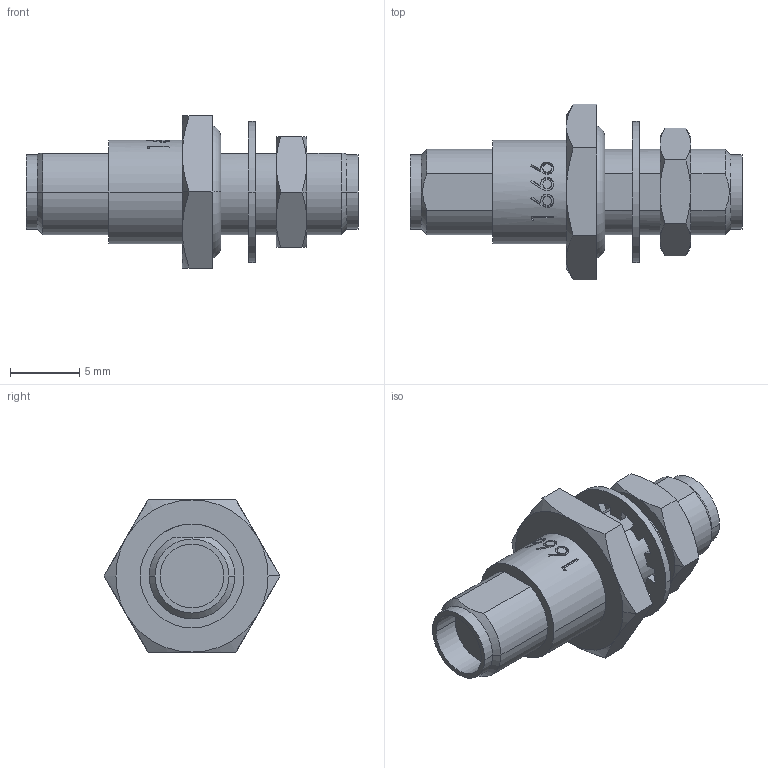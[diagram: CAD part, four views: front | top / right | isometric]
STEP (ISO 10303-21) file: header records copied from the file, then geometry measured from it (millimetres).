
FILE_DESCRIPTION (( 'STEP AP214' ), '1' );
FILE_NAME ('FMAD1666_3D.step', '2023-03-13T20:45:14', ( '' ), ( '' ), 'SwSTEP 2.0', 'SolidWorks 2022', '' );
FILE_SCHEMA (( 'AUTOMOTIVE_DESIGN' ));
Length unit declared in the file: inch
Products named in the file (5): SMA8500S-5.stp; SMA8305-4.stp; FMAD1666_3D; ADS-K8K8-BF.stp; SMA8500S-4.stp
Assembly tree (4 placements, depth 2):
  FMAD1666_3D
    ADS-K8K8-BF.stp
    SMA8305-4.stp
    SMA8500S-4.stp
    SMA8500S-5.stp
Bounding box: 24 x 12.7 x 11 mm (x, y, z)
Volume: 964.5 mm3; surface area: 1243.5 mm2
Topology: 4 solids, 4 shells, 178 faces, 438 edges, 279 vertices
Faces by surface type: plane 52, cylinder 50, bspline 37, cone 17, sphere 16, torus 6
Entity records: 8350 total; most frequent: CARTESIAN_POINT 4157, ORIENTED_EDGE 876, DIRECTION 754, EDGE_CURVE 438, AXIS2_PLACEMENT_3D 308, VERTEX_POINT 279, EDGE_LOOP 195, ADVANCED_FACE 178
